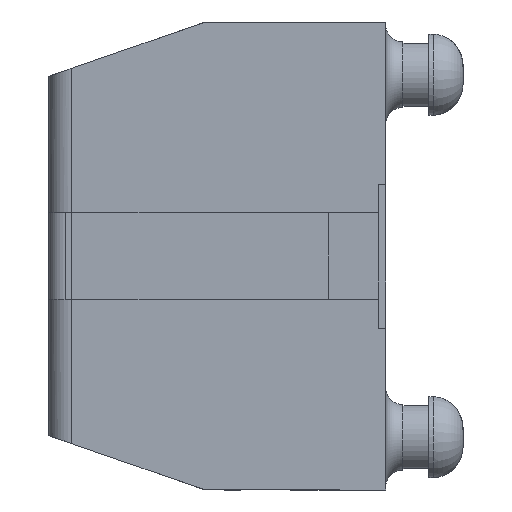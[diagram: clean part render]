
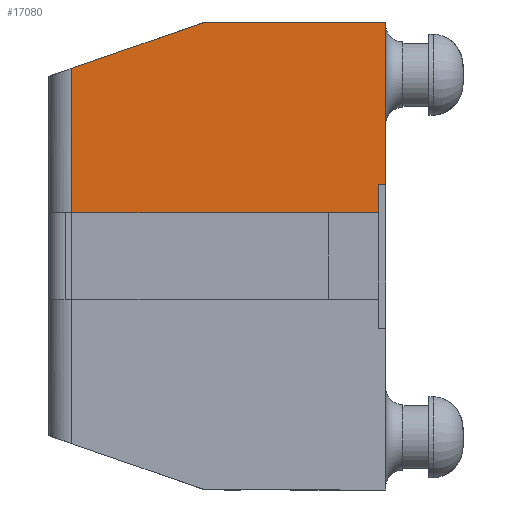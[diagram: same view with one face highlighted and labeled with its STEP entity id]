
A CAD part, left-side view. The second image highlights one B-rep face of the part: STEP entity #17080.
In plain terms, the highlighted planar face has unit normal (-1, 0, 0).
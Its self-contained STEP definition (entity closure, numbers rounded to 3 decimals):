
#1529 = AXIS2_PLACEMENT_3D ( 'NONE', #14114, #5459, #16548 ) ;
#2534 = CARTESIAN_POINT ( 'NONE',  ( -38.525, 7.96, 0. ) ) ;
#2681 = CARTESIAN_POINT ( 'NONE',  ( -38.525, 7.96, 0. ) ) ;
#2781 = LINE ( 'NONE', #30356, #13249 ) ;
#2906 = ORIENTED_EDGE ( 'NONE', *, *, #12128, .T. ) ;
#3131 = PLANE ( 'NONE',  #1529 ) ;
#3862 = VECTOR ( 'NONE', #16404, 1000. ) ;
#5459 = DIRECTION ( 'NONE',  ( -1., 0., 0. ) ) ;
#8450 = CARTESIAN_POINT ( 'NONE',  ( -38.525, 0., 0. ) ) ;
#11038 = VERTEX_POINT ( 'NONE', #13523 ) ;
#11486 = ORIENTED_EDGE ( 'NONE', *, *, #20184, .T. ) ;
#12128 = EDGE_CURVE ( 'NONE', #19929, #11038, #28733, .T. ) ;
#12575 = VERTEX_POINT ( 'NONE', #29766 ) ;
#13249 = VECTOR ( 'NONE', #30483, 1000. ) ;
#13523 = CARTESIAN_POINT ( 'NONE',  ( -38.525, 0., -8.42 ) ) ;
#13607 = CARTESIAN_POINT ( 'NONE',  ( -38.525, 14.86, -8.42 ) ) ;
#14114 = CARTESIAN_POINT ( 'NONE',  ( -38.525, 0., 0. ) ) ;
#14482 = EDGE_CURVE ( 'NONE', #25423, #11038, #26193, .T. ) ;
#15616 = CARTESIAN_POINT ( 'NONE',  ( -38.525, 13.84, 0. ) ) ;
#16404 = DIRECTION ( 'NONE',  ( 0., -1., 0. ) ) ;
#16502 = DIRECTION ( 'NONE',  ( 0., 0., -1. ) ) ;
#16548 = DIRECTION ( 'NONE',  ( 0., 0., 1. ) ) ;
#17080 = ADVANCED_FACE ( 'NONE', ( #28478 ), #3131, .T. ) ;
#18072 = EDGE_CURVE ( 'NONE', #20883, #12575, #27461, .T. ) ;
#19929 = VERTEX_POINT ( 'NONE', #31755 ) ;
#20123 = EDGE_CURVE ( 'NONE', #12575, #19929, #22388, .T. ) ;
#20184 = EDGE_CURVE ( 'NONE', #25423, #20883, #2781, .T. ) ;
#20266 = ORIENTED_EDGE ( 'NONE', *, *, #20123, .T. ) ;
#20432 = ORIENTED_EDGE ( 'NONE', *, *, #14482, .F. ) ;
#20883 = VERTEX_POINT ( 'NONE', #2534 ) ;
#21329 = ORIENTED_EDGE ( 'NONE', *, *, #18072, .T. ) ;
#22388 = LINE ( 'NONE', #15616, #34607 ) ;
#25311 = VECTOR ( 'NONE', #16502, 1000. ) ;
#25423 = VERTEX_POINT ( 'NONE', #28014 ) ;
#26193 = LINE ( 'NONE', #8450, #25311 ) ;
#26218 = EDGE_LOOP ( 'NONE', ( #21329, #20266, #2906, #20432, #11486 ) ) ;
#27461 = LINE ( 'NONE', #2681, #28778 ) ;
#27896 = DIRECTION ( 'NONE',  ( 0., 0.944, -0.329 ) ) ;
#28014 = CARTESIAN_POINT ( 'NONE',  ( -38.525, 0., 0. ) ) ;
#28478 = FACE_OUTER_BOUND ( 'NONE', #26218, .T. ) ;
#28733 = LINE ( 'NONE', #13607, #3862 ) ;
#28778 = VECTOR ( 'NONE', #27896, 1000. ) ;
#29638 = DIRECTION ( 'NONE',  ( 0., 0., -1. ) ) ;
#29766 = CARTESIAN_POINT ( 'NONE',  ( -38.525, 13.84, -2.045 ) ) ;
#30356 = CARTESIAN_POINT ( 'NONE',  ( -38.525, 0., 0. ) ) ;
#30483 = DIRECTION ( 'NONE',  ( 0., 1., 0. ) ) ;
#31755 = CARTESIAN_POINT ( 'NONE',  ( -38.525, 13.84, -8.42 ) ) ;
#34607 = VECTOR ( 'NONE', #29638, 1000. ) ;
